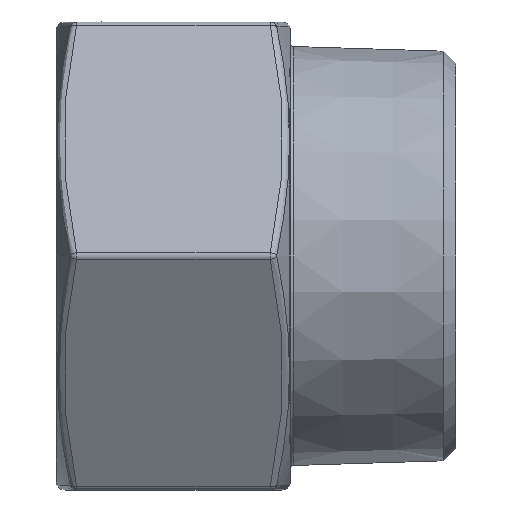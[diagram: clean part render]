
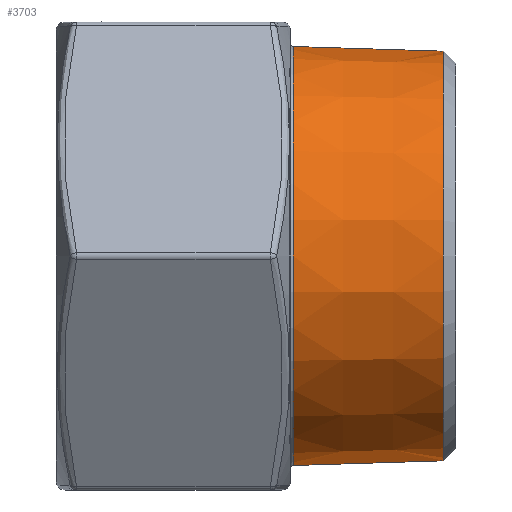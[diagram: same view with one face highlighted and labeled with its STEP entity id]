
A CAD part, front view. The second image highlights one B-rep face of the part: STEP entity #3703.
In plain terms, the highlighted conical face has half-angle 1.79 degrees and reference radius 29.755 mm.
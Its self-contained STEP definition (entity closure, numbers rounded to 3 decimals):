
#558 = DIRECTION ( 'NONE',  ( 0., 0., 1. ) ) ;
#1378 = AXIS2_PLACEMENT_3D ( 'NONE', #19118, #19256, #14692 ) ;
#2054 = DIRECTION ( 'NONE',  ( -1., 0., 0. ) ) ;
#2275 = ORIENTED_EDGE ( 'NONE', *, *, #3745, .T. ) ;
#2783 = ORIENTED_EDGE ( 'NONE', *, *, #9616, .T. ) ;
#2958 = DIRECTION ( 'NONE',  ( -1., 0., -0.031 ) ) ;
#3055 = CARTESIAN_POINT ( 'NONE',  ( 34.388, 0., -30.438 ) ) ;
#3379 = CIRCLE ( 'NONE', #1378, 29.755 ) ;
#3505 = CARTESIAN_POINT ( 'NONE',  ( 56.233, 0., -29.755 ) ) ;
#3703 = ADVANCED_FACE ( 'NONE', ( #6933 ), #10526, .T. ) ;
#3745 = EDGE_CURVE ( 'NONE', #7014, #9908, #3379, .T. ) ;
#5756 = CARTESIAN_POINT ( 'NONE',  ( 56.233, 0., 29.755 ) ) ;
#6933 = FACE_OUTER_BOUND ( 'NONE', #18440, .T. ) ;
#6949 = VERTEX_POINT ( 'NONE', #3055 ) ;
#7014 = VERTEX_POINT ( 'NONE', #3505 ) ;
#7314 = EDGE_CURVE ( 'NONE', #7014, #6949, #13179, .T. ) ;
#7795 = VECTOR ( 'NONE', #8563, 1000. ) ;
#7951 = CARTESIAN_POINT ( 'NONE',  ( 34.388, 0., 0. ) ) ;
#8563 = DIRECTION ( 'NONE',  ( -1., 0., 0.031 ) ) ;
#8670 = CARTESIAN_POINT ( 'NONE',  ( 34.388, 0., 30.438 ) ) ;
#8929 = AXIS2_PLACEMENT_3D ( 'NONE', #7951, #9506, #13813 ) ;
#9506 = DIRECTION ( 'NONE',  ( 1., 0., 0. ) ) ;
#9616 = EDGE_CURVE ( 'NONE', #11659, #6949, #11217, .T. ) ;
#9908 = VERTEX_POINT ( 'NONE', #16492 ) ;
#10089 = CARTESIAN_POINT ( 'NONE',  ( 56.233, 0., -29.755 ) ) ;
#10526 = CONICAL_SURFACE ( 'NONE', #17100, 29.755, 0.031 ) ;
#11217 = CIRCLE ( 'NONE', #8929, 30.438 ) ;
#11659 = VERTEX_POINT ( 'NONE', #8670 ) ;
#12466 = VECTOR ( 'NONE', #2958, 1000. ) ;
#12670 = ORIENTED_EDGE ( 'NONE', *, *, #18121, .T. ) ;
#13179 = LINE ( 'NONE', #10089, #12466 ) ;
#13271 = ORIENTED_EDGE ( 'NONE', *, *, #7314, .F. ) ;
#13813 = DIRECTION ( 'NONE',  ( 0., 0., 1. ) ) ;
#14692 = DIRECTION ( 'NONE',  ( 0., 0., 1. ) ) ;
#15922 = LINE ( 'NONE', #5756, #7795 ) ;
#16492 = CARTESIAN_POINT ( 'NONE',  ( 56.233, 0., 29.755 ) ) ;
#17100 = AXIS2_PLACEMENT_3D ( 'NONE', #18799, #2054, #558 ) ;
#18121 = EDGE_CURVE ( 'NONE', #9908, #11659, #15922, .T. ) ;
#18440 = EDGE_LOOP ( 'NONE', ( #13271, #2275, #12670, #2783 ) ) ;
#18799 = CARTESIAN_POINT ( 'NONE',  ( 56.233, 0., 0. ) ) ;
#19118 = CARTESIAN_POINT ( 'NONE',  ( 56.233, 0., 0. ) ) ;
#19256 = DIRECTION ( 'NONE',  ( -1., 0., 0. ) ) ;
